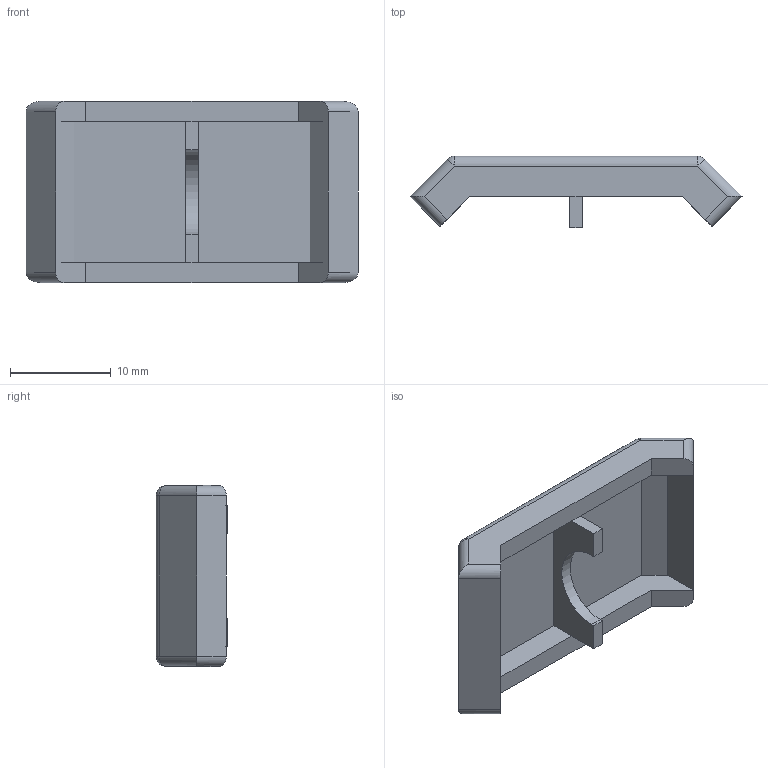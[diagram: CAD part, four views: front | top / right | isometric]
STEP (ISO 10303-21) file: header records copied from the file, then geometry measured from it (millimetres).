
FILE_DESCRIPTION (( 'STEP AP214' ), '1' );
FILE_NAME ('SNSD.30.52.19. Çàãëóøêà äëÿ óãëîâîãî àëþìèíèåâîãî ñîåäèíèòåëü 20õ20(H32).STEP', '2014-12-29T13:00:55', ( 'XTreme.ws' ), ( 'XTreme.ws' ), 'SwSTEP 2.0', 'SolidWorks 2014', '' );
FILE_SCHEMA (( 'AUTOMOTIVE_DESIGN' ));
Length unit declared in the file: millimetre
Products named in the file (2): SNSD.30.52.19. Çàãëóøêà äëÿ óãëîâîãî àëþìèíèåâîãî ñîåäèíèòåëü 20õ20(H32)
Bounding box: 33 x 7.1 x 18 mm (x, y, z)
Volume: 1418.7 mm3; surface area: 1901.8 mm2
Topology: 1 solids, 1 shells, 48 faces, 118 edges, 68 vertices
Faces by surface type: plane 31, cylinder 13, sphere 4
Entity records: 1393 total; most frequent: CARTESIAN_POINT 244, ORIENTED_EDGE 228, DIRECTION 228, EDGE_CURVE 114, VECTOR 92, LINE 92, AXIS2_PLACEMENT_3D 68, VERTEX_POINT 68
